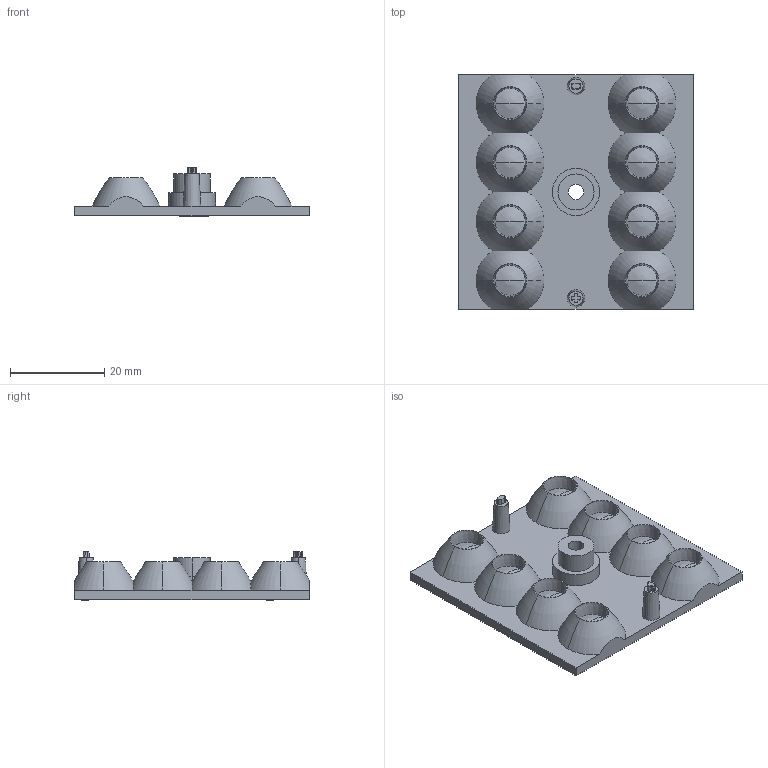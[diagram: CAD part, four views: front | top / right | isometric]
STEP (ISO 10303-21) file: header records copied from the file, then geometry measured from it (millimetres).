
FILE_DESCRIPTION((''),'2;1');
FILE_NAME('PRT0023','2023-11-08T',('86134'),(''),'PRO/ENGINEER BY PARAMETRIC TECHNOLOGY CORPORATION, 2015070','PRO/ENGINEER BY PARAMETRIC TECHNOLOGY CORPORATION, 2015070','');
FILE_SCHEMA(('CONFIG_CONTROL_DESIGN'));
Length unit declared in the file: millimetre
Products named in the file (1): PRT0023
Bounding box: 49.8 x 49.8 x 10.34 mm (x, y, z)
Volume: 9523.6 mm3; surface area: 7197 mm2
Topology: 1 solids, 1 shells, 314 faces, 877 edges, 574 vertices
Faces by surface type: plane 236, revolution 32, cone 30, bspline 12, cylinder 4
Entity records: 10666 total; most frequent: CARTESIAN_POINT 2732, ORIENTED_EDGE 1722, DIRECTION 1467, EDGE_CURVE 861, VECTOR 647, LINE 647, VERTEX_POINT 574, AXIS2_PLACEMENT_3D 394
